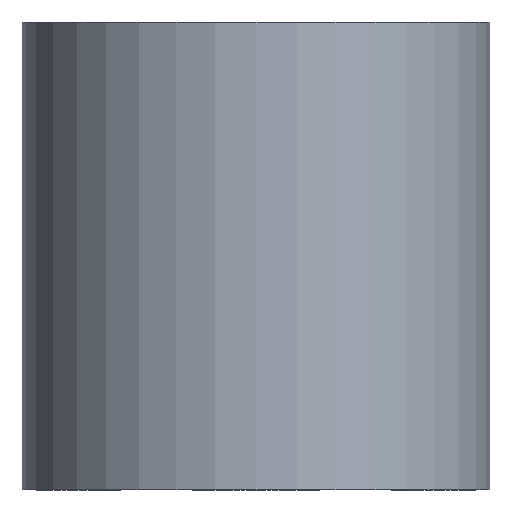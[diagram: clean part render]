
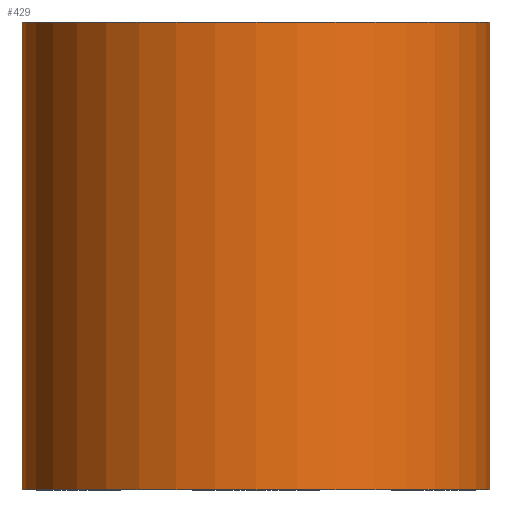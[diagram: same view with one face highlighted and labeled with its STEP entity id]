
A CAD part, front view. The second image highlights one B-rep face of the part: STEP entity #429.
In plain terms, the highlighted cylindrical face has radius 12.696 mm (diameter 25.392 mm), a partial arc.
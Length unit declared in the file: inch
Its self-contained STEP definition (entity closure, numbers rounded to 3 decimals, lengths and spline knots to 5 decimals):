
#77 = VERTEX_POINT ( 'NONE', #260 ) ;
#104 = VERTEX_POINT ( 'NONE', #142 ) ;
#111 = VECTOR ( 'NONE', #519, 39.37008 ) ;
#142 = CARTESIAN_POINT ( 'NONE',  ( -0.49985, 0., 0. ) ) ;
#228 = DIRECTION ( 'NONE',  ( 1., 0., 0. ) ) ;
#230 = DIRECTION ( 'NONE',  ( 0., 0., 1. ) ) ;
#231 = CARTESIAN_POINT ( 'NONE',  ( 0., 0., 0. ) ) ;
#260 = CARTESIAN_POINT ( 'NONE',  ( 0.49985, 0., 0. ) ) ;
#270 = ORIENTED_EDGE ( 'NONE', *, *, #698, .T. ) ;
#292 = EDGE_LOOP ( 'NONE', ( #310, #817, #322, #270 ) ) ;
#310 = ORIENTED_EDGE ( 'NONE', *, *, #583, .F. ) ;
#317 = CYLINDRICAL_SURFACE ( 'NONE', #744, 0.49985 ) ;
#322 = ORIENTED_EDGE ( 'NONE', *, *, #588, .T. ) ;
#418 = VERTEX_POINT ( 'NONE', #745 ) ;
#424 = DIRECTION ( 'NONE',  ( 1., 0., 0. ) ) ;
#425 = DIRECTION ( 'NONE',  ( 0., 0., 1. ) ) ;
#426 = CARTESIAN_POINT ( 'NONE',  ( 0., 0., 1. ) ) ;
#429 = ADVANCED_FACE ( 'NONE', ( #700 ), #317, .T. ) ;
#464 = CARTESIAN_POINT ( 'NONE',  ( -0.49985, 0., 1. ) ) ;
#465 = VECTOR ( 'NONE', #472, 39.37008 ) ;
#472 = DIRECTION ( 'NONE',  ( 0., 0., -1. ) ) ;
#475 = VERTEX_POINT ( 'NONE', #621 ) ;
#480 = CARTESIAN_POINT ( 'NONE',  ( 0.49985, 0., 1. ) ) ;
#519 = DIRECTION ( 'NONE',  ( 0., 0., -1. ) ) ;
#583 = EDGE_CURVE ( 'NONE', #475, #77, #615, .T. ) ;
#588 = EDGE_CURVE ( 'NONE', #418, #104, #681, .T. ) ;
#595 = EDGE_CURVE ( 'NONE', #418, #475, #804, .T. ) ;
#615 = LINE ( 'NONE', #480, #111 ) ;
#617 = AXIS2_PLACEMENT_3D ( 'NONE', #231, #230, #228 ) ;
#621 = CARTESIAN_POINT ( 'NONE',  ( 0.49985, 0., 1. ) ) ;
#681 = LINE ( 'NONE', #464, #465 ) ;
#691 = AXIS2_PLACEMENT_3D ( 'NONE', #426, #425, #424 ) ;
#698 = EDGE_CURVE ( 'NONE', #104, #77, #769, .T. ) ;
#700 = FACE_OUTER_BOUND ( 'NONE', #292, .T. ) ;
#707 = DIRECTION ( 'NONE',  ( -1., 0., 0. ) ) ;
#726 = DIRECTION ( 'NONE',  ( 0., 0., -1. ) ) ;
#740 = CARTESIAN_POINT ( 'NONE',  ( 0., 0., 1. ) ) ;
#744 = AXIS2_PLACEMENT_3D ( 'NONE', #740, #726, #707 ) ;
#745 = CARTESIAN_POINT ( 'NONE',  ( -0.49985, 0., 1. ) ) ;
#769 = CIRCLE ( 'NONE', #617, 0.49985 ) ;
#804 = CIRCLE ( 'NONE', #691, 0.49985 ) ;
#817 = ORIENTED_EDGE ( 'NONE', *, *, #595, .F. ) ;
